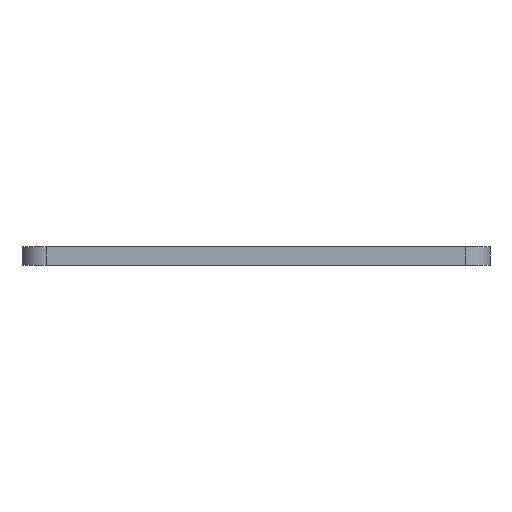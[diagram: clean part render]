
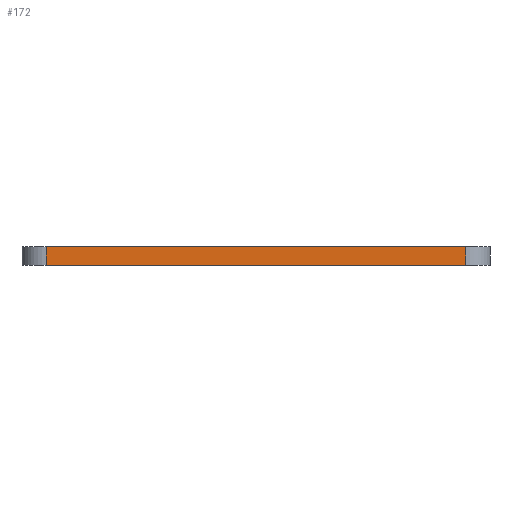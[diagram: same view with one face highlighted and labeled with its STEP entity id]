
A CAD part, left-side view. The second image highlights one B-rep face of the part: STEP entity #172.
In plain terms, the highlighted planar face has unit normal (-1, 0, 0).
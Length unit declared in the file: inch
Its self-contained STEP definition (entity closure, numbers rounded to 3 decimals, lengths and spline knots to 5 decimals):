
#82 = DIRECTION ( 'NONE',  ( 0., -1., 0. ) ) ;
#92 = CARTESIAN_POINT ( 'NONE',  ( -0.6875, -0.5625, -0.04921 ) ) ;
#100 = EDGE_CURVE ( 'NONE', #448, #323, #1039, .T. ) ;
#121 = CARTESIAN_POINT ( 'NONE',  ( -0.6875, 1.62, -0.04921 ) ) ;
#139 = EDGE_CURVE ( 'NONE', #323, #1032, #588, .T. ) ;
#154 = VERTEX_POINT ( 'NONE', #943 ) ;
#165 = DIRECTION ( 'NONE',  ( 1., 0., 0. ) ) ;
#172 = ADVANCED_FACE ( 'NONE', ( #777 ), #267, .F. ) ;
#205 = DIRECTION ( 'NONE',  ( 0., 0., 1. ) ) ;
#252 = VECTOR ( 'NONE', #608, 39.37008 ) ;
#256 = CARTESIAN_POINT ( 'NONE',  ( -0.6875, 1.62, 0.04921 ) ) ;
#267 = PLANE ( 'NONE',  #1009 ) ;
#323 = VERTEX_POINT ( 'NONE', #121 ) ;
#351 = ORIENTED_EDGE ( 'NONE', *, *, #1019, .T. ) ;
#417 = VECTOR ( 'NONE', #641, 39.37008 ) ;
#433 = ORIENTED_EDGE ( 'NONE', *, *, #672, .F. ) ;
#448 = VERTEX_POINT ( 'NONE', #781 ) ;
#523 = CARTESIAN_POINT ( 'NONE',  ( -0.6875, -0.5625, 0.04921 ) ) ;
#568 = CARTESIAN_POINT ( 'NONE',  ( -0.6875, 1.745, 0.04921 ) ) ;
#588 = LINE ( 'NONE', #1020, #649 ) ;
#592 = ORIENTED_EDGE ( 'NONE', *, *, #139, .T. ) ;
#608 = DIRECTION ( 'NONE',  ( 0., 0., -1. ) ) ;
#624 = LINE ( 'NONE', #523, #1097 ) ;
#641 = DIRECTION ( 'NONE',  ( 0., -1., 0. ) ) ;
#649 = VECTOR ( 'NONE', #82, 39.37008 ) ;
#672 = EDGE_CURVE ( 'NONE', #448, #154, #839, .T. ) ;
#737 = ORIENTED_EDGE ( 'NONE', *, *, #100, .T. ) ;
#777 = FACE_OUTER_BOUND ( 'NONE', #1037, .T. ) ;
#781 = CARTESIAN_POINT ( 'NONE',  ( -0.6875, 1.62, 0.04921 ) ) ;
#839 = LINE ( 'NONE', #568, #417 ) ;
#852 = DIRECTION ( 'NONE',  ( 0., 0., -1. ) ) ;
#943 = CARTESIAN_POINT ( 'NONE',  ( -0.6875, -0.5625, 0.04921 ) ) ;
#1009 = AXIS2_PLACEMENT_3D ( 'NONE', #1015, #165, #852 ) ;
#1015 = CARTESIAN_POINT ( 'NONE',  ( -0.6875, 1.745, 0.04921 ) ) ;
#1019 = EDGE_CURVE ( 'NONE', #1032, #154, #624, .T. ) ;
#1020 = CARTESIAN_POINT ( 'NONE',  ( -0.6875, 1.745, -0.04921 ) ) ;
#1032 = VERTEX_POINT ( 'NONE', #92 ) ;
#1037 = EDGE_LOOP ( 'NONE', ( #433, #737, #592, #351 ) ) ;
#1039 = LINE ( 'NONE', #256, #252 ) ;
#1097 = VECTOR ( 'NONE', #205, 39.37008 ) ;
